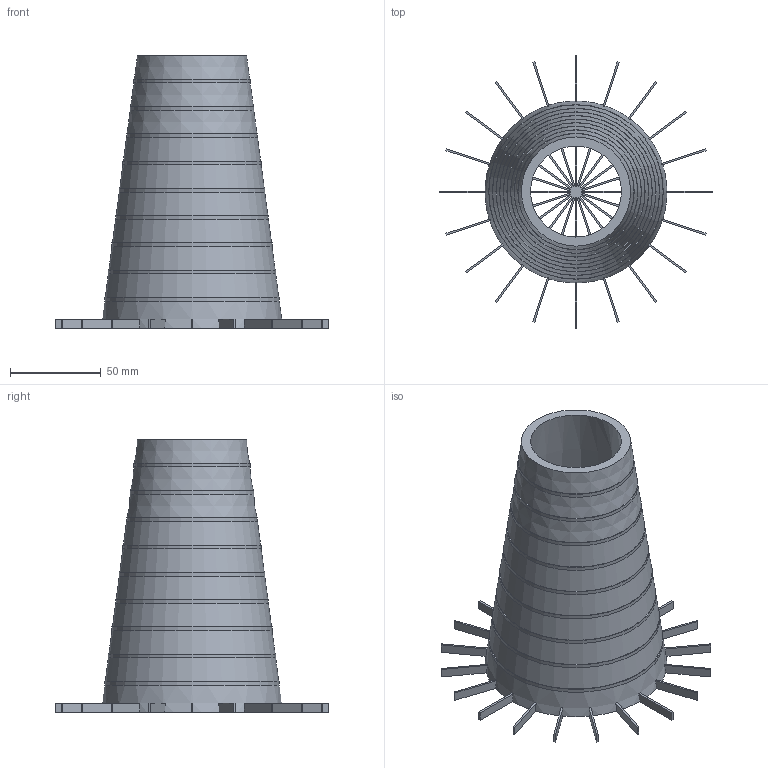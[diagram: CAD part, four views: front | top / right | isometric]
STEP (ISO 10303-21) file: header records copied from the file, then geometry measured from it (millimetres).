
FILE_DESCRIPTION(('Open CASCADE Model'),'2;1');
FILE_NAME('Open CASCADE Shape Model','2024-05-28T22:54:33',('Author'),( 'Open CASCADE'),'Open CASCADE STEP processor 7.7','Open CASCADE 7.7' ,'Unknown');
FILE_SCHEMA(('AUTOMOTIVE_DESIGN { 1 0 10303 214 1 1 1 1 }'));
Length unit declared in the file: millimetre
Products named in the file (1): Open CASCADE STEP translator 7.7 17
Bounding box: 150 x 150 x 150 mm (x, y, z)
Volume: 184158.6 mm3; surface area: 90247.6 mm2
Topology: 1 solids, 1 shells, 152 faces, 471 edges, 311 vertices
Faces by surface type: plane 132, cone 11, cylinder 9
Full cylindrical faces by diameter (mm): 64 x1, 68 x1, 72 x1, 76 x1, 80 x1, 84 x1, 88 x1, 92 x1, 96 x1
Entity records: 11614 total; most frequent: CARTESIAN_POINT 2510, DIRECTION 1677, ORIENTED_EDGE 942, PCURVE 942, DEFINITIONAL_REPRESENTATION 942, LINE 887, VECTOR 887, EDGE_CURVE 471
